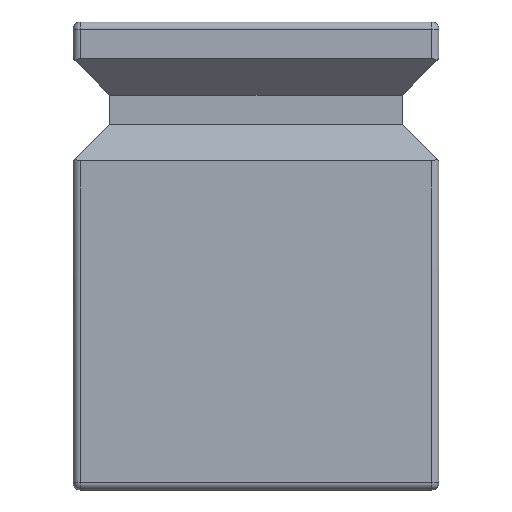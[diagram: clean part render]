
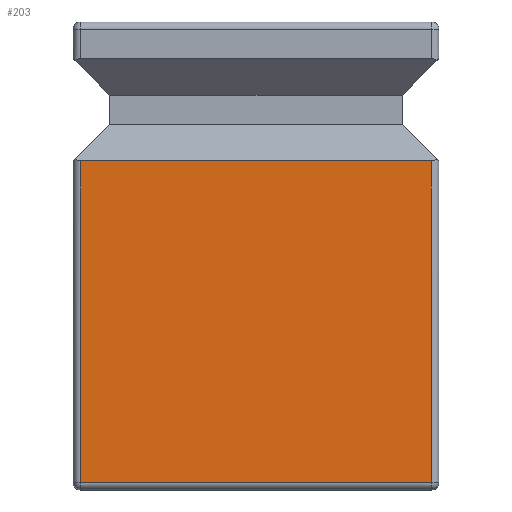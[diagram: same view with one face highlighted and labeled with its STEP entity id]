
A CAD part, left-side view. The second image highlights one B-rep face of the part: STEP entity #203.
In plain terms, the highlighted planar face has unit normal (-1, 0, 0).
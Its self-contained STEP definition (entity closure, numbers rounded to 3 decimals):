
#164=CARTESIAN_POINT('',(-1.2,2.4,2.64));
#165=VERTEX_POINT('',#164);
#166=CARTESIAN_POINT('',(-1.2,-2.4,2.64));
#167=VERTEX_POINT('',#166);
#168=CARTESIAN_POINT('',(-1.2,-2.5,2.64));
#169=DIRECTION('',(0.0,-1.0,0.0));
#170=VECTOR('',#169,1.0);
#171=LINE('',#168,#170);
#172=EDGE_CURVE('n� 1157',#165,#167,#171,.T.);
#173=ORIENTED_EDGE('',*,*,#172,.T.);
#174=CARTESIAN_POINT('',(-1.2,-2.4,7.04));
#175=VERTEX_POINT('',#174);
#176=CARTESIAN_POINT('',(-1.2,-2.4,7.54));
#177=DIRECTION('',(0.0,0.0,1.0));
#178=VECTOR('',#177,1.0);
#179=LINE('',#176,#178);
#180=EDGE_CURVE('n� 1160',#167,#175,#179,.T.);
#181=ORIENTED_EDGE('',*,*,#180,.T.);
#182=CARTESIAN_POINT('',(-1.2,2.4,7.04));
#183=VERTEX_POINT('',#182);
#184=CARTESIAN_POINT('',(-1.2,2.5,7.04));
#185=DIRECTION('',(-0.0,1.0,0.0));
#186=VECTOR('',#185,1.0);
#187=LINE('',#184,#186);
#188=EDGE_CURVE('n� 1147',#175,#183,#187,.T.);
#189=ORIENTED_EDGE('',*,*,#188,.T.);
#190=CARTESIAN_POINT('',(-1.2,2.4,7.54));
#191=DIRECTION('',(0.0,0.0,-1.0));
#192=VECTOR('',#191,1.0);
#193=LINE('',#190,#192);
#194=EDGE_CURVE('n� 1153',#183,#165,#193,.T.);
#195=ORIENTED_EDGE('',*,*,#194,.T.);
#196=EDGE_LOOP('',(#173,#181,#189,#195));
#197=FACE_OUTER_BOUND('',#196,.T.);
#198=CARTESIAN_POINT('',(-1.2,2.5,7.54));
#199=DIRECTION('',(1.0,0.0,0.0));
#200=DIRECTION('',(0.0,0.0,1.0));
#201=AXIS2_PLACEMENT_3D('',#198,#199,#200);
#202=PLANE('',#201);
#203=ADVANCED_FACE('n� 83',(#197),#202,.F.);
